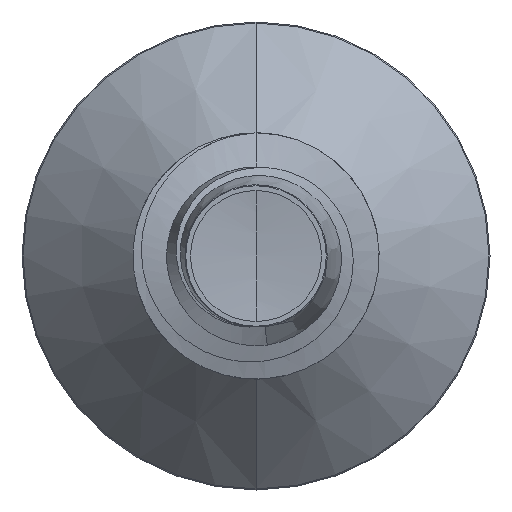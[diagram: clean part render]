
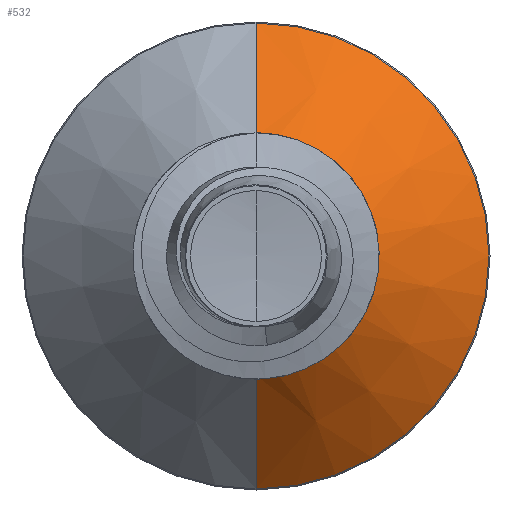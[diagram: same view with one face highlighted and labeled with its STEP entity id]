
A CAD part, front view. The second image highlights one B-rep face of the part: STEP entity #532.
In plain terms, the highlighted conical face has half-angle 45 degrees and reference radius 0.97 mm.
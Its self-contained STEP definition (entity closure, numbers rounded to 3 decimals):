
#67 = ORIENTED_EDGE ( 'NONE', *, *, #10112, .F. ) ;
#406 = EDGE_CURVE ( 'NONE', #6729, #7995, #5461, .T. ) ;
#531 = VERTEX_POINT ( 'NONE', #6420 ) ;
#532 = ADVANCED_FACE ( 'NONE', ( #4986 ), #6198, .T. ) ;
#1233 = CARTESIAN_POINT ( 'NONE',  ( 0., 1.72, 0.97 ) ) ;
#1361 = DIRECTION ( 'NONE',  ( 0., 0.707, 0.707 ) ) ;
#1890 = CARTESIAN_POINT ( 'NONE',  ( 0., 1.72, -0.97 ) ) ;
#1929 = EDGE_LOOP ( 'NONE', ( #5512, #3163, #67, #8774 ) ) ;
#3163 = ORIENTED_EDGE ( 'NONE', *, *, #406, .T. ) ;
#3382 = DIRECTION ( 'NONE',  ( 0., 1., 0. ) ) ;
#3689 = EDGE_CURVE ( 'NONE', #531, #4109, #8588, .T. ) ;
#4109 = VERTEX_POINT ( 'NONE', #7013 ) ;
#4495 = VECTOR ( 'NONE', #1361, 1000. ) ;
#4986 = FACE_OUTER_BOUND ( 'NONE', #1929, .T. ) ;
#5461 = LINE ( 'NONE', #1890, #9078 ) ;
#5512 = ORIENTED_EDGE ( 'NONE', *, *, #10167, .T. ) ;
#5722 = CARTESIAN_POINT ( 'NONE',  ( 0., 2.641, -1.891 ) ) ;
#5917 = DIRECTION ( 'NONE',  ( 0., 0.707, -0.707 ) ) ;
#6099 = DIRECTION ( 'NONE',  ( 0., 1., 0. ) ) ;
#6198 = CONICAL_SURFACE ( 'NONE', #9668, 0.97, 0.785 ) ;
#6369 = CARTESIAN_POINT ( 'NONE',  ( 0., 1.72, 0. ) ) ;
#6420 = CARTESIAN_POINT ( 'NONE',  ( 0., 1.72, 0.97 ) ) ;
#6422 = DIRECTION ( 'NONE',  ( 0., 0., 1. ) ) ;
#6729 = VERTEX_POINT ( 'NONE', #7182 ) ;
#7013 = CARTESIAN_POINT ( 'NONE',  ( 0., 2.641, 1.891 ) ) ;
#7182 = CARTESIAN_POINT ( 'NONE',  ( 0., 1.72, -0.97 ) ) ;
#7725 = CIRCLE ( 'NONE', #7746, 1.891 ) ;
#7746 = AXIS2_PLACEMENT_3D ( 'NONE', #10144, #10122, #10104 ) ;
#7995 = VERTEX_POINT ( 'NONE', #5722 ) ;
#8028 = CARTESIAN_POINT ( 'NONE',  ( 0., 1.72, 0. ) ) ;
#8284 = AXIS2_PLACEMENT_3D ( 'NONE', #8028, #3382, #8810 ) ;
#8588 = LINE ( 'NONE', #1233, #4495 ) ;
#8719 = CIRCLE ( 'NONE', #8284, 0.97 ) ;
#8774 = ORIENTED_EDGE ( 'NONE', *, *, #3689, .F. ) ;
#8810 = DIRECTION ( 'NONE',  ( 0., 0., 1. ) ) ;
#9078 = VECTOR ( 'NONE', #5917, 1000. ) ;
#9668 = AXIS2_PLACEMENT_3D ( 'NONE', #6369, #6099, #6422 ) ;
#10104 = DIRECTION ( 'NONE',  ( 0., 0., 1. ) ) ;
#10112 = EDGE_CURVE ( 'NONE', #4109, #7995, #7725, .T. ) ;
#10122 = DIRECTION ( 'NONE',  ( 0., 1., 0. ) ) ;
#10144 = CARTESIAN_POINT ( 'NONE',  ( 0., 2.641, 0. ) ) ;
#10167 = EDGE_CURVE ( 'NONE', #531, #6729, #8719, .T. ) ;
